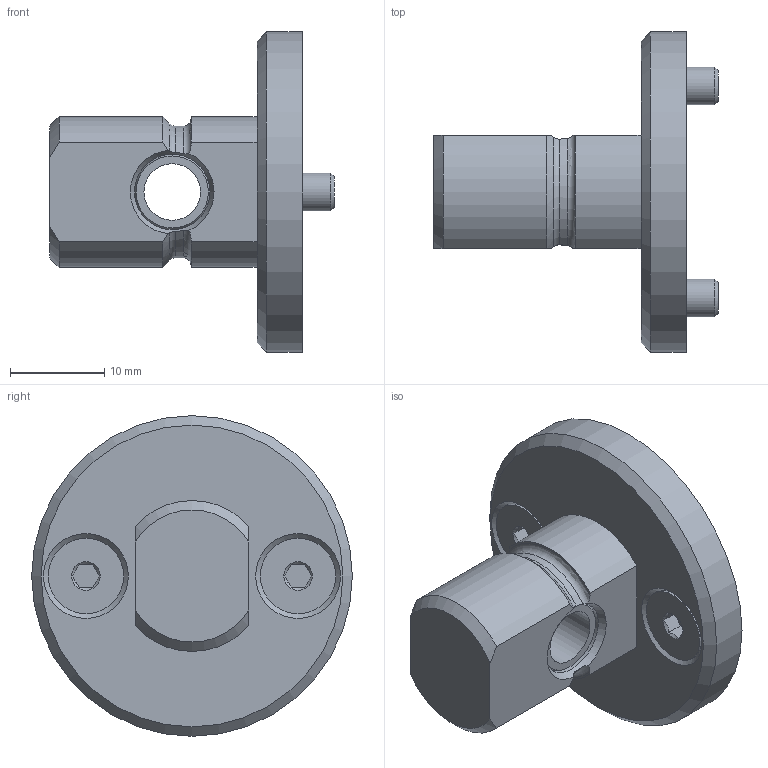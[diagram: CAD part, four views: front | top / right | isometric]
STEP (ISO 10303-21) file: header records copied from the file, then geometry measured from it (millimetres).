
FILE_DESCRIPTION(/* description */ ('Unknown'),/* implementation_level */ '2;1');
FILE_NAME(/* name */ 'AD-DYM-050',/* time_stamp */ '2024-02-14T07:25:25+01:00',/* author */ ('Unknown'),/* organization */ ('Unknown'),/* preprocessor_version */ 'ST-DEVELOPER v18.104',/* originating_system */ 'Solid Edge',/* authorisation */ 'Unknown');
FILE_SCHEMA (('AUTOMOTIVE_DESIGN {1 0 10303 214 3 1 1}'));
Length unit declared in the file: millimetre
Products named in the file (4): 133_ZU_DYM-050_15_35N; 473_00795_SL_DYM-050; 918_00398_SESC_M04x08; 445_00165_LA_IGUS_6_8x10_WSM-0608-10
Assembly tree (4 placements, depth 2):
  133_ZU_DYM-050_15_35N
    473_00795_SL_DYM-050
    918_00398_SESC_M04x08  x2
    445_00165_LA_IGUS_6_8x10_WSM-0608-10
Bounding box: 30.2 x 34 x 34 mm (x, y, z)
Volume: 7104.2 mm3; surface area: 4502.1 mm2
Topology: 4 solids, 4 shells, 68 faces, 163 edges, 105 vertices
Faces by surface type: plane 30, cylinder 17, cone 17, torus 4
Full cylindrical faces by diameter (mm): 4 x2, 4.3 x2, 6 x1, 8 x4, 30 x1, 34 x1
Entity records: 1951 total; most frequent: CARTESIAN_POINT 357, DIRECTION 240, ORIENTED_EDGE 218, EDGE_CURVE 109, AXIS2_PLACEMENT_3D 106, EDGE_LOOP 82, FACE_BOUND 82, VERTEX_POINT 81
